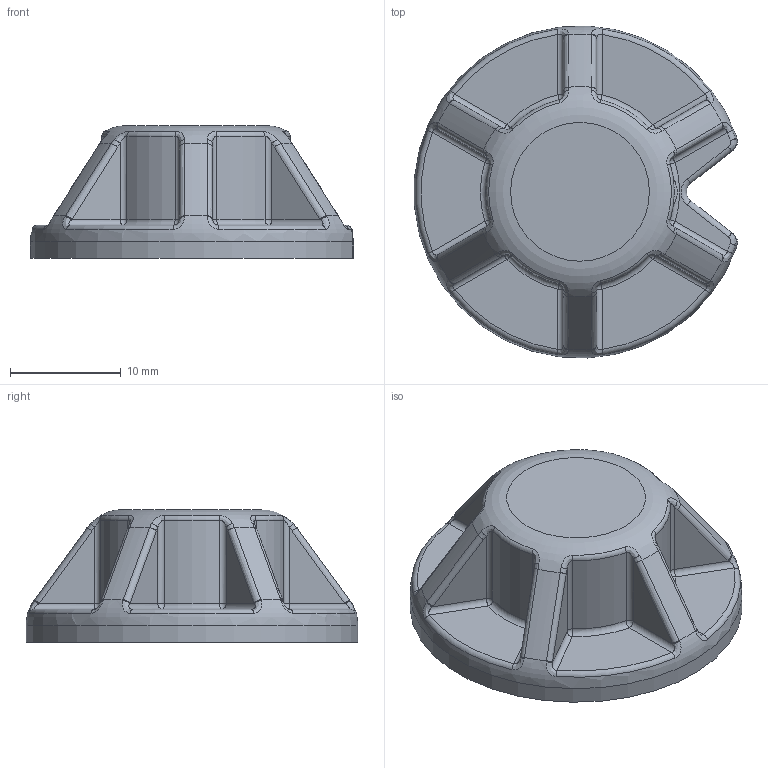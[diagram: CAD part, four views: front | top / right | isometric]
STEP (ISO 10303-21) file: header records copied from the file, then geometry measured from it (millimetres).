
FILE_DESCRIPTION(/* description */ (''),/* implementation_level */ '2;1');
FILE_NAME(/* name */ 'Turn 488 Challenge Encoder Knob.step',/* time_stamp */ '2020-12-02T12:04:01-06:00',/* author */ (''),/* organization */ (''),/* preprocessor_version */ 'ST-DEVELOPER v18.1',/* originating_system */ 'Autodesk Translation Framework v9.3.0.1241',/* authorisation */ '');
FILE_SCHEMA (('AUTOMOTIVE_DESIGN { 1 0 10303 214 3 1 1 }'));
Length unit declared in the file: millimetre
Products named in the file (1): Rotary Knob
Bounding box: 29.17 x 29.97 x 12 mm (x, y, z)
Volume: 4178.8 mm3; surface area: 2534.8 mm2
Topology: 1 solids, 1 shells, 192 faces, 457 edges, 266 vertices
Faces by surface type: bspline 70, cylinder 56, plane 26, torus 22, sphere 12, cone 6
Full cylindrical faces by diameter (mm): 2.529 x3, 3.086 x5, 6.477 x1
Entity records: 8421 total; most frequent: CARTESIAN_POINT 4445, ORIENTED_EDGE 914, DIRECTION 689, EDGE_CURVE 457, AXIS2_PLACEMENT_3D 303, VERTEX_POINT 266, B_SPLINE_CURVE_WITH_KNOTS 194, EDGE_LOOP 193
